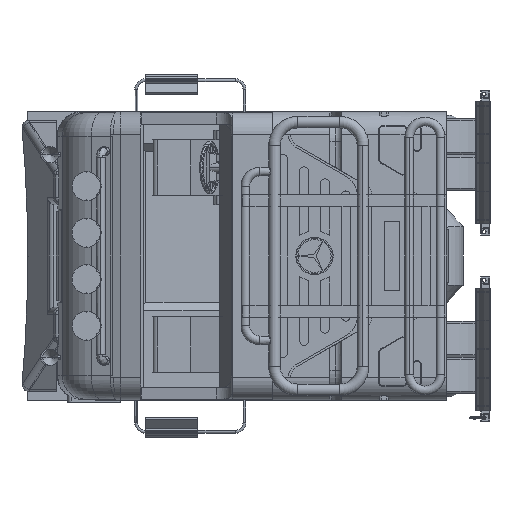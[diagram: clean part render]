
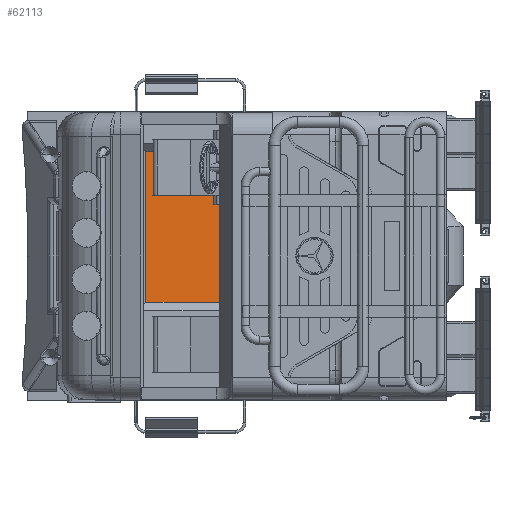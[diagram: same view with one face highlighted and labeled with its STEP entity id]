
A CAD part, left-side view. The second image highlights one B-rep face of the part: STEP entity #62113.
In plain terms, the highlighted face is planar.
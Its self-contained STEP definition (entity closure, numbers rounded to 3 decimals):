
#33610=DIRECTION('',(0.,0.998,0.071));
#33611=VECTOR('',#33610,768.101);
#33612=CARTESIAN_POINT('',(898.579,2183.993,
-742.572));
#33613=LINE('',#33612,#33611);
#33622=DIRECTION('',(0.,-0.998,
-0.071));
#33623=VECTOR('',#33622,768.101);
#33624=CARTESIAN_POINT('',(-398.579,2950.182,
-688.397));
#33625=LINE('',#33624,#33623);
#33639=DIRECTION('',(-1.,0.,0.));
#33640=VECTOR('',#33639,1297.157);
#33641=CARTESIAN_POINT('',(898.579,2950.182,
-688.397));
#33642=LINE('',#33641,#33640);
#33655=DIRECTION('',(-1.,0.,0.));
#33656=VECTOR('',#33655,1297.157);
#33657=CARTESIAN_POINT('',(898.579,2183.993,
-742.572));
#33658=LINE('',#33657,#33656);
#49037=CARTESIAN_POINT('',(898.579,2183.993,
-742.572));
#49039=VERTEX_POINT('',#49037);
#49040=CARTESIAN_POINT('',(898.579,2950.182,
-688.397));
#49041=VERTEX_POINT('',#49040);
#49042=CARTESIAN_POINT('',(-398.579,2183.993,
-742.572));
#49044=VERTEX_POINT('',#49042);
#49046=CARTESIAN_POINT('',(-398.579,2950.182,
-688.397));
#49047=VERTEX_POINT('',#49046);
#62102=CARTESIAN_POINT('',(250.,2567.087,-715.485));
#62103=DIRECTION('',(0.,-0.071,0.998));
#62104=DIRECTION('',(0.,-0.998,-0.071));
#62105=AXIS2_PLACEMENT_3D('',#62102,#62103,#62104);
#62106=PLANE('',#62105);
#62107=ORIENTED_EDGE('',*,*,#62036,.T.);
#62108=ORIENTED_EDGE('',*,*,#62055,.F.);
#62109=ORIENTED_EDGE('',*,*,#62094,.F.);
#62110=ORIENTED_EDGE('',*,*,#62017,.F.);
#62111=EDGE_LOOP('',(#62107,#62108,#62109,#62110));
#62112=FACE_OUTER_BOUND('',#62111,.F.);
#62113=ADVANCED_FACE('',(#62112),#62106,.T.);
#62017=EDGE_CURVE('',#49039,#49041,#33613,.T.);
#62036=EDGE_CURVE('',#49039,#49044,#33658,.T.);
#62055=EDGE_CURVE('',#49047,#49044,#33625,.T.);
#62094=EDGE_CURVE('',#49041,#49047,#33642,.T.);
